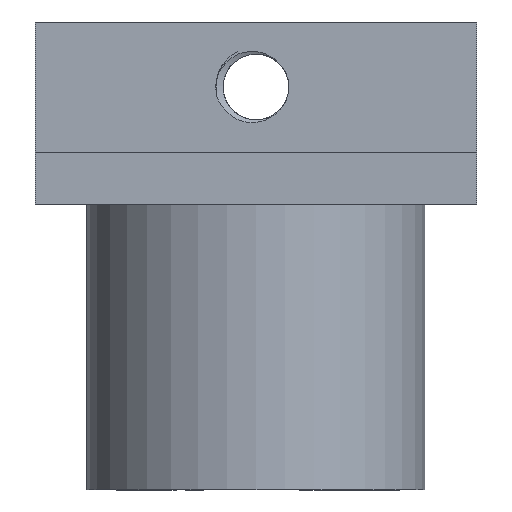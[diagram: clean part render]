
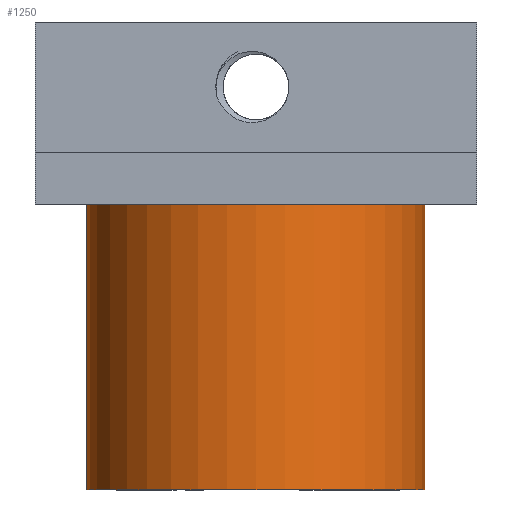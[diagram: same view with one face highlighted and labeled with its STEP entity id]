
A CAD part, front view. The second image highlights one B-rep face of the part: STEP entity #1250.
In plain terms, the highlighted cylindrical face has radius 6.5 mm (diameter 13 mm), a full revolution.
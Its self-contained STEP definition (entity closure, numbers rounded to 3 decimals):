
#108=FACE_OUTER_BOUND('',#180,.T.);
#180=EDGE_LOOP('',(#1131,#1132,#1133,#1134));
#295=CIRCLE('',#1331,6.5);
#296=CIRCLE('',#1340,6.5);
#371=LINE('',#5898,#446);
#446=VECTOR('',#1566,6.5);
#571=VERTEX_POINT('',#4626);
#572=VERTEX_POINT('',#5897);
#747=EDGE_CURVE('',#571,#571,#295,.T.);
#760=EDGE_CURVE('',#571,#572,#371,.T.);
#761=EDGE_CURVE('',#572,#572,#296,.T.);
#1131=ORIENTED_EDGE('',*,*,#747,.F.);
#1132=ORIENTED_EDGE('',*,*,#760,.T.);
#1133=ORIENTED_EDGE('',*,*,#761,.T.);
#1134=ORIENTED_EDGE('',*,*,#760,.F.);
#1184=CYLINDRICAL_SURFACE('',#1339,6.5);
#1250=ADVANCED_FACE('',(#108),#1184,.T.);
#1331=AXIS2_PLACEMENT_3D('',#4627,#1544,#1545);
#1339=AXIS2_PLACEMENT_3D('',#5896,#1564,#1565);
#1340=AXIS2_PLACEMENT_3D('',#5899,#1567,#1568);
#1544=DIRECTION('center_axis',(0.,0.,1.));
#1545=DIRECTION('ref_axis',(1.,0.,0.));
#1564=DIRECTION('center_axis',(0.,0.,1.));
#1565=DIRECTION('ref_axis',(1.,0.,0.));
#1566=DIRECTION('',(0.,0.,-1.));
#1567=DIRECTION('center_axis',(0.,0.,1.));
#1568=DIRECTION('ref_axis',(1.,0.,0.));
#4626=CARTESIAN_POINT('',(-6.5,0.,11.));
#4627=CARTESIAN_POINT('Origin',(0.,0.,11.));
#5896=CARTESIAN_POINT('Origin',(0.,0.,0.));
#5897=CARTESIAN_POINT('',(-6.5,0.,0.));
#5898=CARTESIAN_POINT('',(-6.5,0.,0.));
#5899=CARTESIAN_POINT('Origin',(0.,0.,0.));
